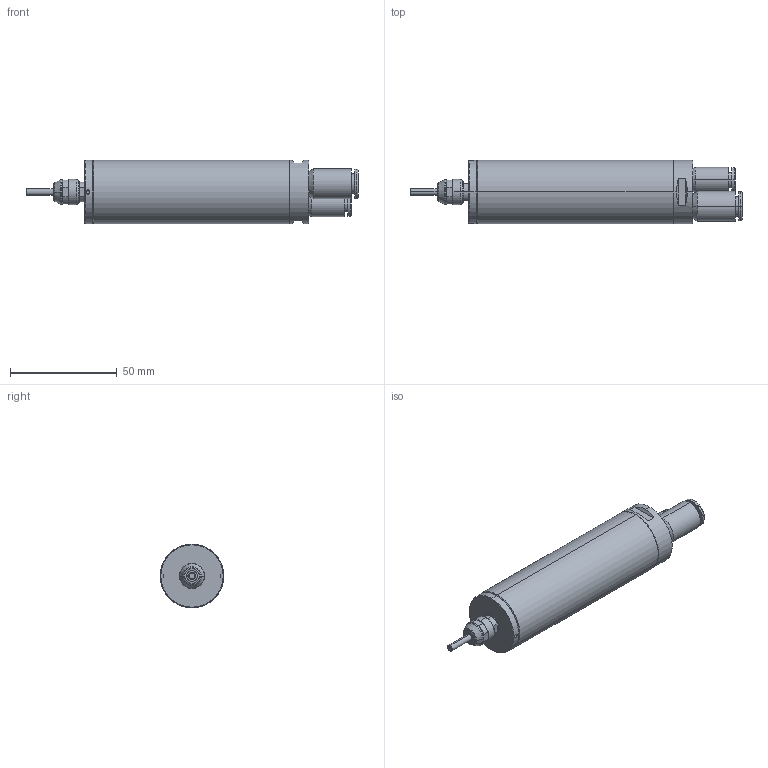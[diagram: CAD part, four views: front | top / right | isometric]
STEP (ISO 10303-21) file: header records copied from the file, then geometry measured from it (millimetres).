
FILE_DESCRIPTION (( 'STEP AP203' ), '1' );
FILE_NAME ('PMS-3020A.STEP', '2021-03-23T00:28:16', ( '' ), ( '' ), 'SwSTEP 2.0', 'SolidWorks 2017', '' );
FILE_SCHEMA (( 'CONFIG_CONTROL_DESIGN' ));
Length unit declared in the file: millimetre
Products named in the file (1): PMS-3020A
Bounding box: 155.77 x 30 x 30 mm (x, y, z)
Volume: 45693.3 mm3; surface area: 28379.3 mm2
Topology: 11 solids, 11 shells, 313 faces, 713 edges, 436 vertices
Faces by surface type: cylinder 117, cone 106, plane 78, torus 12
Entity records: 9116 total; most frequent: CARTESIAN_POINT 1824, DIRECTION 1657, ORIENTED_EDGE 1406, EDGE_CURVE 703, AXIS2_PLACEMENT_3D 699, VERTEX_POINT 436, CIRCLE 385, EDGE_LOOP 355
